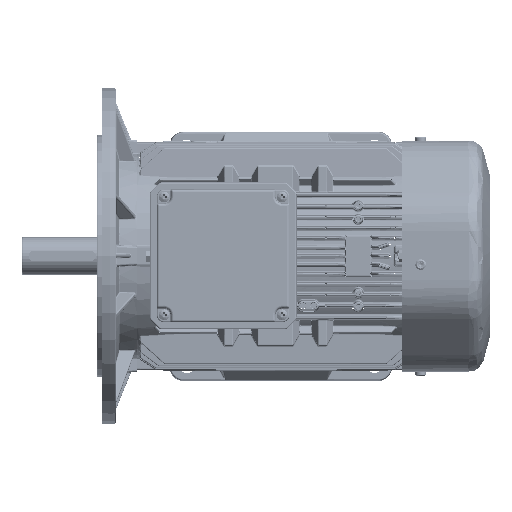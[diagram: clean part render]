
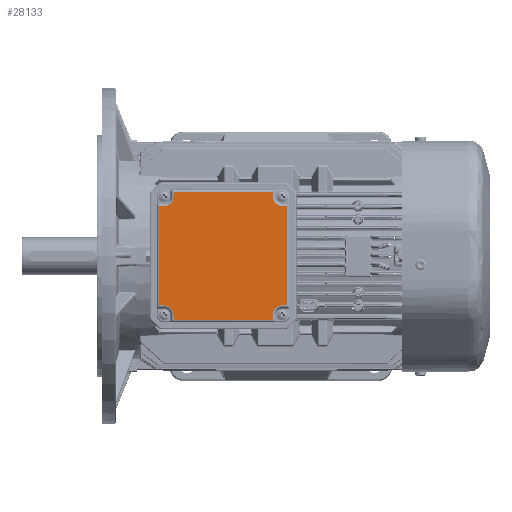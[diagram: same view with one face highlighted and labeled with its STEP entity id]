
A CAD part, top view. The second image highlights one B-rep face of the part: STEP entity #28133.
In plain terms, the highlighted planar face has unit normal (0, 0, 1).
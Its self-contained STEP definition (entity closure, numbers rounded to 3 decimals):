
#8550=PLANE('',#133738);
#14579=LINE('',#227060,#21482);
#14580=LINE('',#227070,#21483);
#14582=LINE('',#227073,#21485);
#14584=LINE('',#227076,#21487);
#14586=LINE('',#227082,#21489);
#14589=LINE('',#227093,#21492);
#14590=LINE('',#227097,#21493);
#14593=LINE('',#227121,#21496);
#14620=LINE('',#227191,#21523);
#14621=LINE('',#227192,#21524);
#14622=LINE('',#227193,#21525);
#14623=LINE('',#227195,#21526);
#21482=VECTOR('',#155692,1.);
#21483=VECTOR('',#155705,1.);
#21485=VECTOR('',#155709,1.);
#21487=VECTOR('',#155713,1.);
#21489=VECTOR('',#155719,1.);
#21492=VECTOR('',#155732,1.);
#21493=VECTOR('',#155737,1.);
#21496=VECTOR('',#155752,1.);
#21523=VECTOR('',#155831,1.);
#21524=VECTOR('',#155832,1.);
#21525=VECTOR('',#155833,1.);
#21526=VECTOR('',#155834,1.);
#28133=ADVANCED_FACE('',(#35077),#8550,.T.);
#35077=FACE_OUTER_BOUND('',#41792,.T.);
#41792=EDGE_LOOP('',(#69236,#69237,#69238,#69239,#69240,#69241,#69242,#69243,
#69244,#69245,#69246,#69247,#69248,#69249,#69250,#69251));
#46711=CIRCLE('',#133692,7.);
#46714=CIRCLE('',#133700,7.);
#46719=CIRCLE('',#133708,7.);
#46730=CIRCLE('',#133737,7.);
#69236=ORIENTED_EDGE('',*,*,#110083,.T.);
#69237=ORIENTED_EDGE('',*,*,#110080,.T.);
#69238=ORIENTED_EDGE('',*,*,#110076,.T.);
#69239=ORIENTED_EDGE('',*,*,#110081,.T.);
#69240=ORIENTED_EDGE('',*,*,#110085,.T.);
#69241=ORIENTED_EDGE('',*,*,#110091,.T.);
#69242=ORIENTED_EDGE('',*,*,#110140,.T.);
#69243=ORIENTED_EDGE('',*,*,#110141,.T.);
#69244=ORIENTED_EDGE('',*,*,#110096,.T.);
#69245=ORIENTED_EDGE('',*,*,#110101,.T.);
#69246=ORIENTED_EDGE('',*,*,#110104,.T.);
#69247=ORIENTED_EDGE('',*,*,#110142,.T.);
#69248=ORIENTED_EDGE('',*,*,#110143,.T.);
#69249=ORIENTED_EDGE('',*,*,#110144,.T.);
#69250=ORIENTED_EDGE('',*,*,#110094,.T.);
#69251=ORIENTED_EDGE('',*,*,#110088,.T.);
#91416=VERTEX_POINT('',#226663);
#91433=VERTEX_POINT('',#226753);
#91434=VERTEX_POINT('',#226798);
#91451=VERTEX_POINT('',#226888);
#91454=VERTEX_POINT('',#226936);
#91469=VERTEX_POINT('',#227023);
#91471=VERTEX_POINT('',#227061);
#91472=VERTEX_POINT('',#227065);
#91474=VERTEX_POINT('',#227077);
#91477=VERTEX_POINT('',#227087);
#91479=VERTEX_POINT('',#227094);
#91480=VERTEX_POINT('',#227098);
#91481=VERTEX_POINT('',#227099);
#91484=VERTEX_POINT('',#227116);
#91502=VERTEX_POINT('',#227194);
#91503=VERTEX_POINT('',#227196);
#110076=EDGE_CURVE('',#91471,#91451,#14579,.T.);
#110080=EDGE_CURVE('',#91472,#91471,#46711,.T.);
#110081=EDGE_CURVE('',#91451,#91454,#14580,.T.);
#110083=EDGE_CURVE('',#91434,#91472,#14582,.T.);
#110085=EDGE_CURVE('',#91454,#91474,#14584,.T.);
#110088=EDGE_CURVE('',#91433,#91434,#14586,.T.);
#110091=EDGE_CURVE('',#91474,#91477,#46714,.T.);
#110094=EDGE_CURVE('',#91479,#91433,#14589,.T.);
#110096=EDGE_CURVE('',#91480,#91481,#14590,.T.);
#110101=EDGE_CURVE('',#91481,#91484,#46719,.T.);
#110104=EDGE_CURVE('',#91484,#91416,#14593,.T.);
#110140=EDGE_CURVE('',#91477,#91469,#14620,.T.);
#110141=EDGE_CURVE('',#91469,#91480,#14621,.T.);
#110142=EDGE_CURVE('',#91416,#91502,#14622,.T.);
#110143=EDGE_CURVE('',#91502,#91503,#14623,.T.);
#110144=EDGE_CURVE('',#91503,#91479,#46730,.T.);
#133692=AXIS2_PLACEMENT_3D('',#227068,#155701,#155702);
#133700=AXIS2_PLACEMENT_3D('',#227088,#155725,#155726);
#133708=AXIS2_PLACEMENT_3D('',#227117,#155745,#155746);
#133737=AXIS2_PLACEMENT_3D('',#227197,#155835,#155836);
#133738=AXIS2_PLACEMENT_3D('',#227198,#155837,#155838);
#155692=DIRECTION('',(0.,-1.,0.));
#155701=DIRECTION('',(0.,0.,-1.));
#155702=DIRECTION('',(-1.,0.,0.));
#155705=DIRECTION('',(1.,0.,0.));
#155709=DIRECTION('',(1.,0.,0.));
#155713=DIRECTION('',(0.,1.,0.));
#155719=DIRECTION('',(0.,-1.,0.));
#155725=DIRECTION('',(0.,0.,-1.));
#155726=DIRECTION('',(-1.,0.,0.));
#155732=DIRECTION('',(-1.,0.,0.));
#155737=DIRECTION('',(-1.,0.,0.));
#155745=DIRECTION('',(0.,0.,-1.));
#155746=DIRECTION('',(-1.,0.,0.));
#155752=DIRECTION('',(0.,1.,0.));
#155831=DIRECTION('',(1.,0.,0.));
#155832=DIRECTION('',(0.,1.,0.));
#155833=DIRECTION('',(-1.,0.,0.));
#155834=DIRECTION('',(0.,-1.,0.));
#155835=DIRECTION('',(0.,0.,-1.));
#155836=DIRECTION('',(-1.,0.,0.));
#155837=DIRECTION('',(0.,0.,1.));
#155838=DIRECTION('',(1.,0.,0.));
#226663=CARTESIAN_POINT('',(104.5,47.5,133.05));
#226753=CARTESIAN_POINT('',(20.,37.,133.05));
#226798=CARTESIAN_POINT('',(20.,-37.,133.05));
#226888=CARTESIAN_POINT('',(30.5,-47.5,133.05));
#226936=CARTESIAN_POINT('',(104.5,-47.5,133.05));
#227023=CARTESIAN_POINT('',(115.,-37.,133.05));
#227060=CARTESIAN_POINT('',(30.5,-49.5,133.05));
#227061=CARTESIAN_POINT('',(30.5,-44.,133.05));
#227065=CARTESIAN_POINT('',(23.5,-37.,133.05));
#227068=CARTESIAN_POINT('',(23.5,-44.,133.05));
#227070=CARTESIAN_POINT('',(106.5,-47.5,133.05));
#227073=CARTESIAN_POINT('',(23.5,-37.,133.05));
#227076=CARTESIAN_POINT('',(104.5,-44.,133.05));
#227077=CARTESIAN_POINT('',(104.5,-44.,133.05));
#227082=CARTESIAN_POINT('',(20.,-39.,133.05));
#227087=CARTESIAN_POINT('',(111.5,-37.,133.05));
#227088=CARTESIAN_POINT('',(111.5,-44.,133.05));
#227093=CARTESIAN_POINT('',(18.,37.,133.05));
#227094=CARTESIAN_POINT('',(23.5,37.,133.05));
#227097=CARTESIAN_POINT('',(111.5,37.,133.05));
#227098=CARTESIAN_POINT('',(115.,37.,133.05));
#227099=CARTESIAN_POINT('',(111.5,37.,133.05));
#227116=CARTESIAN_POINT('',(104.5,44.,133.05));
#227117=CARTESIAN_POINT('',(111.5,44.,133.05));
#227121=CARTESIAN_POINT('',(104.5,49.5,133.05));
#227191=CARTESIAN_POINT('',(117.,-37.,133.05));
#227192=CARTESIAN_POINT('',(115.,39.,133.05));
#227193=CARTESIAN_POINT('',(28.5,47.5,133.05));
#227194=CARTESIAN_POINT('',(30.5,47.5,133.05));
#227195=CARTESIAN_POINT('',(30.5,44.,133.05));
#227196=CARTESIAN_POINT('',(30.5,44.,133.05));
#227197=CARTESIAN_POINT('',(23.5,44.,133.05));
#227198=CARTESIAN_POINT('',(23.5,-44.,133.05));
